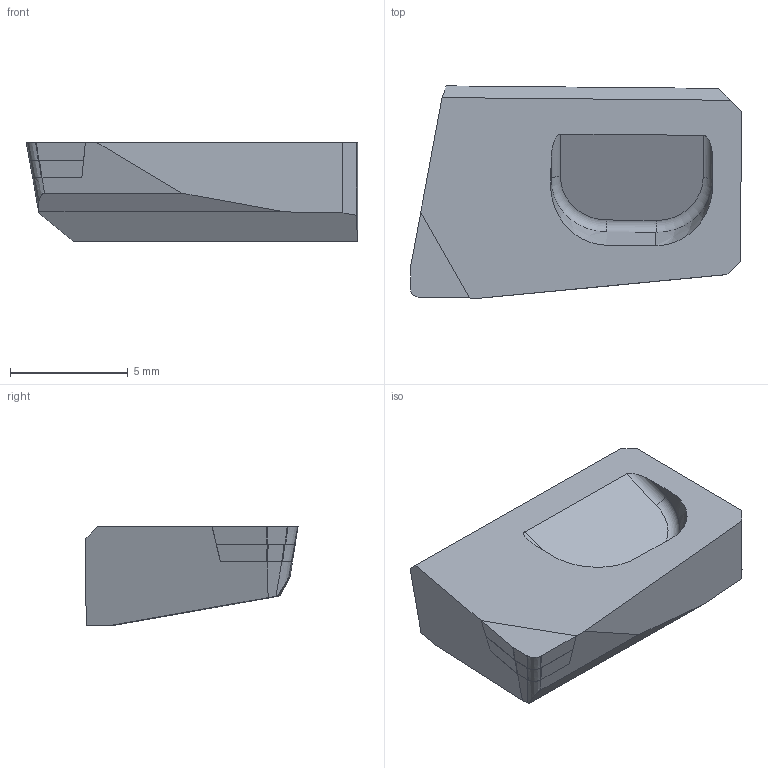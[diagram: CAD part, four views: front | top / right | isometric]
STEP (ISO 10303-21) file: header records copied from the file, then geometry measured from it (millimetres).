
FILE_DESCRIPTION(/* description */ (''),/* implementation_level */ '2;1');
FILE_NAME(/* name */ 'NP-GOEN1404PXSR05.stp',/* time_stamp */ '2020-02-28T14:09:26+09:00',/* author */ (''),/* organization */ (''),/* preprocessor_version */ 'ST-DEVELOPER v16',/* originating_system */ 'SIEMENS PLM Software NX 10.0',/* authorisation */ '');
FILE_SCHEMA (('AUTOMOTIVE_DESIGN { 1 0 10303 214 3 1 1 1 }'));
Length unit declared in the file: millimetre
Products named in the file (1): NP-GOEN1404PXSR05_ASM
Bounding box: 14.07 x 9.01 x 4.2 mm (x, y, z)
Volume: 372 mm3; surface area: 402.1 mm2
Topology: 3 solids, 3 shells, 47 faces, 116 edges, 76 vertices
Faces by surface type: plane 31, bspline 8, cylinder 3, cone 2, torus 2, extrusion 1
Entity records: 1708 total; most frequent: CARTESIAN_POINT 541, ORIENTED_EDGE 232, DIRECTION 206, EDGE_CURVE 116, VECTOR 90, LINE 89, VERTEX_POINT 76, AXIS2_PLACEMENT_3D 58
